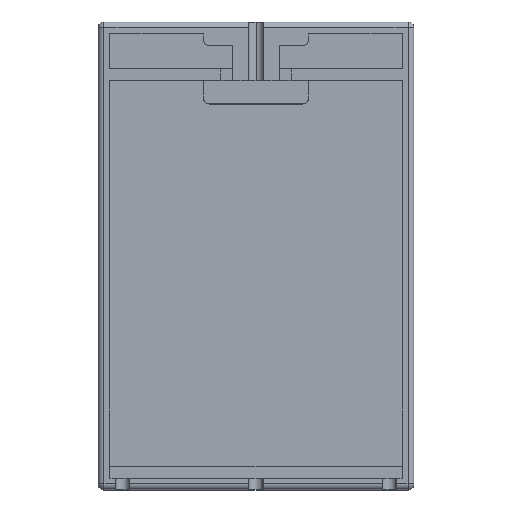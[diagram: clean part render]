
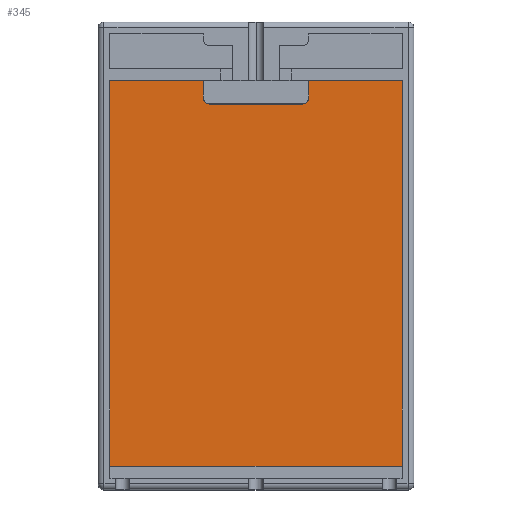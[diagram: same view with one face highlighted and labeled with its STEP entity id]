
A CAD part, top view. The second image highlights one B-rep face of the part: STEP entity #345.
In plain terms, the highlighted planar face has unit normal (0, 0, 1).
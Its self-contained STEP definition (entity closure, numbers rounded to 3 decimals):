
#6 = DIRECTION ( 'NONE',  ( 0., 0., -1. ) ) ;
#97 = ORIENTED_EDGE ( 'NONE', *, *, #344, .T. ) ;
#144 = DIRECTION ( 'NONE',  ( -1., 0., 0. ) ) ;
#152 = CARTESIAN_POINT ( 'NONE',  ( 26., 2., 0.8 ) ) ;
#157 = CARTESIAN_POINT ( 'NONE',  ( 18., 35., 0.8 ) ) ;
#253 = DIRECTION ( 'NONE',  ( 0., 1., 0. ) ) ;
#292 = VECTOR ( 'NONE', #1534, 1000. ) ;
#314 = CARTESIAN_POINT ( 'NONE',  ( 1., 2., 0.8 ) ) ;
#324 = AXIS2_PLACEMENT_3D ( 'NONE', #1128, #6, #1316 ) ;
#344 = EDGE_CURVE ( 'NONE', #2367, #2389, #1969, .T. ) ;
#345 = ADVANCED_FACE ( 'NONE', ( #2433 ), #2391, .F. ) ;
#349 = CARTESIAN_POINT ( 'NONE',  ( 26., 35., 0.8 ) ) ;
#354 = DIRECTION ( 'NONE',  ( 0., 0., -1. ) ) ;
#392 = VERTEX_POINT ( 'NONE', #1895 ) ;
#409 = CARTESIAN_POINT ( 'NONE',  ( 18., 33., 0.8 ) ) ;
#424 = AXIS2_PLACEMENT_3D ( 'NONE', #1476, #354, #1664 ) ;
#427 = ORIENTED_EDGE ( 'NONE', *, *, #687, .T. ) ;
#428 = VECTOR ( 'NONE', #2190, 1000. ) ;
#477 = AXIS2_PLACEMENT_3D ( 'NONE', #1074, #1260, #144 ) ;
#478 = CARTESIAN_POINT ( 'NONE',  ( 26., 35., 0.8 ) ) ;
#480 = VERTEX_POINT ( 'NONE', #2098 ) ;
#525 = CARTESIAN_POINT ( 'NONE',  ( 1., 35., 0.8 ) ) ;
#635 = EDGE_CURVE ( 'NONE', #2327, #869, #1164, .T. ) ;
#644 = ORIENTED_EDGE ( 'NONE', *, *, #635, .T. ) ;
#687 = EDGE_CURVE ( 'NONE', #1928, #1615, #1036, .T. ) ;
#819 = DIRECTION ( 'NONE',  ( 0., -1., 0. ) ) ;
#869 = VERTEX_POINT ( 'NONE', #886 ) ;
#881 = VECTOR ( 'NONE', #1089, 1000. ) ;
#886 = CARTESIAN_POINT ( 'NONE',  ( 9.5, 33., 0.8 ) ) ;
#933 = VERTEX_POINT ( 'NONE', #1102 ) ;
#986 = EDGE_CURVE ( 'NONE', #933, #2327, #1611, .T. ) ;
#1022 = CARTESIAN_POINT ( 'NONE',  ( 26., 2., 0.8 ) ) ;
#1036 = LINE ( 'NONE', #349, #2048 ) ;
#1072 = CARTESIAN_POINT ( 'NONE',  ( 1., 33., 0.8 ) ) ;
#1073 = DIRECTION ( 'NONE',  ( 0., 1., 0. ) ) ;
#1074 = CARTESIAN_POINT ( 'NONE',  ( 0., 0., 0.8 ) ) ;
#1089 = DIRECTION ( 'NONE',  ( -1., 0., 0. ) ) ;
#1100 = CARTESIAN_POINT ( 'NONE',  ( 9., 33.5, 0.8 ) ) ;
#1102 = CARTESIAN_POINT ( 'NONE',  ( 18., 33.5, 0.8 ) ) ;
#1128 = CARTESIAN_POINT ( 'NONE',  ( 17.5, 33.5, 0.8 ) ) ;
#1164 = LINE ( 'NONE', #1072, #1547 ) ;
#1194 = VECTOR ( 'NONE', #819, 1000. ) ;
#1215 = ORIENTED_EDGE ( 'NONE', *, *, #1739, .T. ) ;
#1260 = DIRECTION ( 'NONE',  ( 0., 0., -1. ) ) ;
#1316 = DIRECTION ( 'NONE',  ( -1., 0., 0. ) ) ;
#1408 = VERTEX_POINT ( 'NONE', #1100 ) ;
#1431 = LINE ( 'NONE', #152, #1929 ) ;
#1437 = ORIENTED_EDGE ( 'NONE', *, *, #1693, .T. ) ;
#1476 = CARTESIAN_POINT ( 'NONE',  ( 9.5, 33.5, 0.8 ) ) ;
#1534 = DIRECTION ( 'NONE',  ( 0., -1., 0. ) ) ;
#1545 = ORIENTED_EDGE ( 'NONE', *, *, #2306, .T. ) ;
#1547 = VECTOR ( 'NONE', #1821, 1000. ) ;
#1552 = VECTOR ( 'NONE', #253, 1000. ) ;
#1565 = CARTESIAN_POINT ( 'NONE',  ( 17.5, 33., 0.8 ) ) ;
#1576 = CARTESIAN_POINT ( 'NONE',  ( 1., 2., 0.8 ) ) ;
#1611 = CIRCLE ( 'NONE', #324, 0.5 ) ;
#1615 = VERTEX_POINT ( 'NONE', #157 ) ;
#1654 = DIRECTION ( 'NONE',  ( -1., 0., 0. ) ) ;
#1664 = DIRECTION ( 'NONE',  ( -1., 0., 0. ) ) ;
#1693 = EDGE_CURVE ( 'NONE', #2389, #1928, #1431, .T. ) ;
#1735 = LINE ( 'NONE', #409, #292 ) ;
#1739 = EDGE_CURVE ( 'NONE', #392, #480, #1872, .T. ) ;
#1817 = EDGE_CURVE ( 'NONE', #480, #2367, #2196, .T. ) ;
#1821 = DIRECTION ( 'NONE',  ( -1., 0., 0. ) ) ;
#1871 = ORIENTED_EDGE ( 'NONE', *, *, #2123, .T. ) ;
#1872 = LINE ( 'NONE', #525, #881 ) ;
#1895 = CARTESIAN_POINT ( 'NONE',  ( 9., 35., 0.8 ) ) ;
#1924 = CARTESIAN_POINT ( 'NONE',  ( 9., 33., 0.8 ) ) ;
#1928 = VERTEX_POINT ( 'NONE', #478 ) ;
#1929 = VECTOR ( 'NONE', #1073, 1000. ) ;
#1969 = LINE ( 'NONE', #314, #428 ) ;
#2046 = EDGE_CURVE ( 'NONE', #1615, #933, #1735, .T. ) ;
#2048 = VECTOR ( 'NONE', #1654, 1000. ) ;
#2053 = LINE ( 'NONE', #1924, #1552 ) ;
#2066 = CIRCLE ( 'NONE', #424, 0.5 ) ;
#2098 = CARTESIAN_POINT ( 'NONE',  ( 1., 35., 0.8 ) ) ;
#2123 = EDGE_CURVE ( 'NONE', #869, #1408, #2066, .T. ) ;
#2140 = ORIENTED_EDGE ( 'NONE', *, *, #2046, .T. ) ;
#2149 = ORIENTED_EDGE ( 'NONE', *, *, #986, .T. ) ;
#2153 = EDGE_LOOP ( 'NONE', ( #2224, #97, #1437, #427, #2140, #2149, #644, #1871, #1545, #1215 ) ) ;
#2190 = DIRECTION ( 'NONE',  ( 1., 0., 0. ) ) ;
#2196 = LINE ( 'NONE', #2326, #1194 ) ;
#2224 = ORIENTED_EDGE ( 'NONE', *, *, #1817, .T. ) ;
#2306 = EDGE_CURVE ( 'NONE', #1408, #392, #2053, .T. ) ;
#2326 = CARTESIAN_POINT ( 'NONE',  ( 1., 2., 0.8 ) ) ;
#2327 = VERTEX_POINT ( 'NONE', #1565 ) ;
#2367 = VERTEX_POINT ( 'NONE', #1576 ) ;
#2389 = VERTEX_POINT ( 'NONE', #1022 ) ;
#2391 = PLANE ( 'NONE',  #477 ) ;
#2433 = FACE_OUTER_BOUND ( 'NONE', #2153, .T. ) ;
